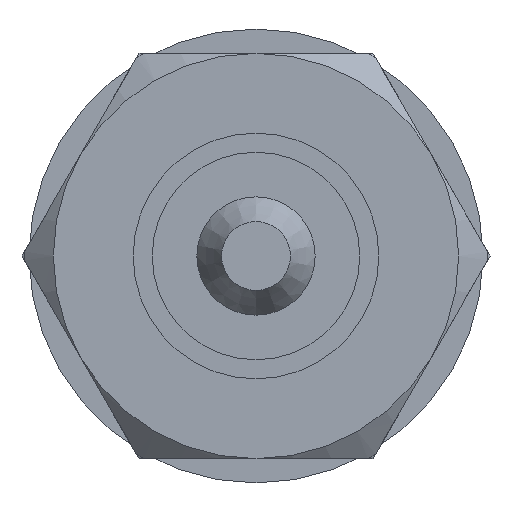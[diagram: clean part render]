
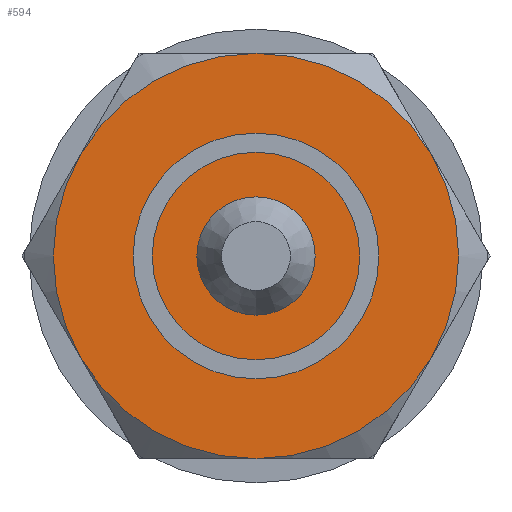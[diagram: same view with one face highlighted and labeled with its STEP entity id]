
A CAD part, left-side view. The second image highlights one B-rep face of the part: STEP entity #594.
In plain terms, the highlighted planar face has unit normal (-1, 0, 0).
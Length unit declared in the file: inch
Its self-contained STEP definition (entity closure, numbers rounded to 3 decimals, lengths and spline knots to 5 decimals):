
#117 = DIRECTION ( 'NONE',  ( -1., 0., 0. ) ) ;
#414 = ORIENTED_EDGE ( 'NONE', *, *, #14266, .T. ) ;
#594 = ADVANCED_FACE ( 'NONE', ( #2057, #14843 ), #24905, .F. ) ;
#1013 = AXIS2_PLACEMENT_3D ( 'NONE', #8968, #27222, #32845 ) ;
#1183 = CIRCLE ( 'NONE', #18074, 0.125 ) ;
#1396 = CARTESIAN_POINT ( 'NONE',  ( -0.41, -0.10825, -0.0625 ) ) ;
#1566 = DIRECTION ( 'NONE',  ( 0., 0., 1. ) ) ;
#1891 = DIRECTION ( 'NONE',  ( 0., 0., -1. ) ) ;
#1992 = AXIS2_PLACEMENT_3D ( 'NONE', #6348, #16736, #11283 ) ;
#2057 = FACE_BOUND ( 'NONE', #13202, .T. ) ;
#5398 = AXIS2_PLACEMENT_3D ( 'NONE', #20161, #32610, #1566 ) ;
#6200 = EDGE_CURVE ( 'NONE', #28986, #14348, #25749, .T. ) ;
#6348 = CARTESIAN_POINT ( 'NONE',  ( -0.41, 0., 0. ) ) ;
#6584 = VERTEX_POINT ( 'NONE', #24897 ) ;
#7250 = EDGE_LOOP ( 'NONE', ( #28885, #12702, #26006, #13532, #30323, #414 ) ) ;
#7952 = DIRECTION ( 'NONE',  ( 0., 0., 1. ) ) ;
#8064 = DIRECTION ( 'NONE',  ( -1., 0., 0. ) ) ;
#8121 = CARTESIAN_POINT ( 'NONE',  ( -0.41, 0., 0. ) ) ;
#8566 = DIRECTION ( 'NONE',  ( 0., 0., 1. ) ) ;
#8968 = CARTESIAN_POINT ( 'NONE',  ( -0.41, 0., 0. ) ) ;
#9606 = CIRCLE ( 'NONE', #28124, 0.125 ) ;
#10830 = CIRCLE ( 'NONE', #1013, 0.0365 ) ;
#11283 = DIRECTION ( 'NONE',  ( 0., 0., 1. ) ) ;
#12480 = EDGE_CURVE ( 'NONE', #14348, #6584, #26503, .T. ) ;
#12702 = ORIENTED_EDGE ( 'NONE', *, *, #32663, .T. ) ;
#13202 = EDGE_LOOP ( 'NONE', ( #18488 ) ) ;
#13364 = VERTEX_POINT ( 'NONE', #1396 ) ;
#13532 = ORIENTED_EDGE ( 'NONE', *, *, #6200, .T. ) ;
#14266 = EDGE_CURVE ( 'NONE', #6584, #30116, #9606, .T. ) ;
#14312 = AXIS2_PLACEMENT_3D ( 'NONE', #8121, #117, #7952 ) ;
#14348 = VERTEX_POINT ( 'NONE', #24882 ) ;
#14843 = FACE_OUTER_BOUND ( 'NONE', #7250, .T. ) ;
#16577 = VERTEX_POINT ( 'NONE', #25101 ) ;
#16736 = DIRECTION ( 'NONE',  ( -1., 0., 0. ) ) ;
#17569 = CARTESIAN_POINT ( 'NONE',  ( -0.41, 0.0365, 0. ) ) ;
#18074 = AXIS2_PLACEMENT_3D ( 'NONE', #32285, #27165, #27329 ) ;
#18488 = ORIENTED_EDGE ( 'NONE', *, *, #29523, .F. ) ;
#18591 = CARTESIAN_POINT ( 'NONE',  ( -0.41, 0., 0. ) ) ;
#18970 = CARTESIAN_POINT ( 'NONE',  ( -0.41, 0., 0. ) ) ;
#20161 = CARTESIAN_POINT ( 'NONE',  ( -0.41, 0., 0. ) ) ;
#21869 = AXIS2_PLACEMENT_3D ( 'NONE', #18970, #8064, #8566 ) ;
#24882 = CARTESIAN_POINT ( 'NONE',  ( -0.41, 0., 0.125 ) ) ;
#24897 = CARTESIAN_POINT ( 'NONE',  ( -0.41, 0.10825, 0.0625 ) ) ;
#24905 = PLANE ( 'NONE',  #32218 ) ;
#24985 = VERTEX_POINT ( 'NONE', #29190 ) ;
#25101 = CARTESIAN_POINT ( 'NONE',  ( -0.41, 0., 0.0365 ) ) ;
#25251 = DIRECTION ( 'NONE',  ( 1., 0., 0. ) ) ;
#25749 = CIRCLE ( 'NONE', #14312, 0.125 ) ;
#26006 = ORIENTED_EDGE ( 'NONE', *, *, #33551, .T. ) ;
#26503 = CIRCLE ( 'NONE', #1992, 0.125 ) ;
#26614 = DIRECTION ( 'NONE',  ( -1., 0., 0. ) ) ;
#27165 = DIRECTION ( 'NONE',  ( -1., 0., 0. ) ) ;
#27222 = DIRECTION ( 'NONE',  ( -1., 0., 0. ) ) ;
#27329 = DIRECTION ( 'NONE',  ( 0., 0., 1. ) ) ;
#28124 = AXIS2_PLACEMENT_3D ( 'NONE', #18591, #26614, #29007 ) ;
#28885 = ORIENTED_EDGE ( 'NONE', *, *, #30355, .T. ) ;
#28986 = VERTEX_POINT ( 'NONE', #32752 ) ;
#29007 = DIRECTION ( 'NONE',  ( 0., 0., 1. ) ) ;
#29190 = CARTESIAN_POINT ( 'NONE',  ( -0.41, 0., -0.125 ) ) ;
#29523 = EDGE_CURVE ( 'NONE', #16577, #16577, #10830, .T. ) ;
#30116 = VERTEX_POINT ( 'NONE', #30461 ) ;
#30323 = ORIENTED_EDGE ( 'NONE', *, *, #12480, .T. ) ;
#30355 = EDGE_CURVE ( 'NONE', #30116, #24985, #30433, .T. ) ;
#30433 = CIRCLE ( 'NONE', #5398, 0.125 ) ;
#30461 = CARTESIAN_POINT ( 'NONE',  ( -0.41, 0.10825, -0.0625 ) ) ;
#32218 = AXIS2_PLACEMENT_3D ( 'NONE', #17569, #25251, #1891 ) ;
#32285 = CARTESIAN_POINT ( 'NONE',  ( -0.41, 0., 0. ) ) ;
#32610 = DIRECTION ( 'NONE',  ( -1., 0., 0. ) ) ;
#32663 = EDGE_CURVE ( 'NONE', #24985, #13364, #1183, .T. ) ;
#32752 = CARTESIAN_POINT ( 'NONE',  ( -0.41, -0.10825, 0.0625 ) ) ;
#32790 = CIRCLE ( 'NONE', #21869, 0.125 ) ;
#32845 = DIRECTION ( 'NONE',  ( 0., 0., 1. ) ) ;
#33551 = EDGE_CURVE ( 'NONE', #13364, #28986, #32790, .T. ) ;
